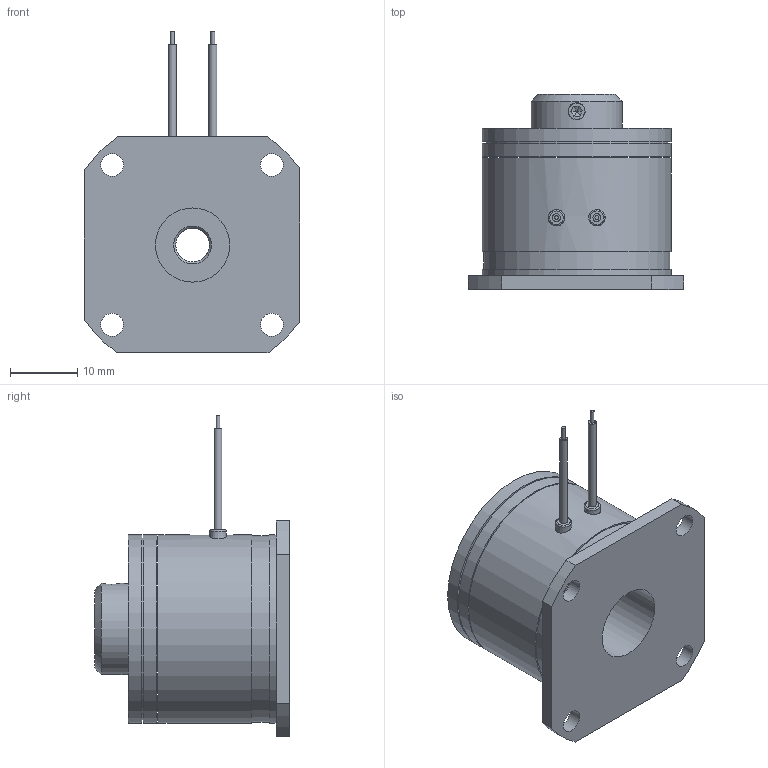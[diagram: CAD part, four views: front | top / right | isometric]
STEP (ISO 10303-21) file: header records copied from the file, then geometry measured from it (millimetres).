
FILE_DESCRIPTION((''),'2;1');
FILE_NAME('BRAKE-BKE-0.4-5.0.stp','2012-07-31T11:52:02',('wei_j'),(''),'Autodesk Inventor 2010','Autodesk Inventor 2010','');
FILE_SCHEMA(('AUTOMOTIVE_DESIGN { 1 0 10303 214 1 1 1 1 }'));
Length unit declared in the file: millimetre
Products named in the file (11): 01P1230-0257 KEB COMBIPERM; 10003911_000_Standard; 10004782_000_M 3 x 4; 10001143_000_Einbaul�nge 1,4mm; 10001649_000_Standard; 10001225_000_Standard; 10000591_000_Standard; 10001150_000_Standard; 10001151_000_Standard; 10000599_000_01.P1.200-000K Magnet; 10000600_000_Standard
Assembly tree (17 placements, depth 4):
  01P1230-0257 KEB COMBIPERM
    10003911_000_Standard
      10004782_000_M 3 x 4  x2
      10001143_000_Einbaul�nge 1,4mm  x2
      10001649_000_Standard  x2
      10001225_000_Standard
      10000591_000_Standard
        10001649_000_Standard  x2
        10001143_000_Einbaul�nge 1,4mm  x2
        10001150_000_Standard
        10001151_000_Standard
    10000599_000_01.P1.200-000K Magnet
      10000600_000_Standard
Bounding box: 32 x 28.9 x 47.68 mm (x, y, z)
Volume: 13590.7 mm3; surface area: 8685.9 mm2
Topology: 14 solids, 14 shells, 164 faces, 356 edges, 228 vertices
Faces by surface type: plane 64, cylinder 59, cone 31, torus 6, sphere 4
Full cylindrical faces by diameter (mm): 0.56 x2, 0.8 x4, 1.16 x2, 2 x6, 2.1 x6, 2.5 x6, 3 x2, 3.4 x4, 3.7 x4, 4 x4, 5 x3, 5.3 x2, 11 x2, 12 x1, 13.5 x1, 27 x1, 27.6 x1, 28 x4
Entity records: 3324 total; most frequent: CARTESIAN_POINT 641, DIRECTION 506, ORIENTED_EDGE 322, AXIS2_PLACEMENT_3D 230, EDGE_LOOP 218, EDGE_CURVE 161, VERTEX_POINT 141, FACE_BOUND 115
